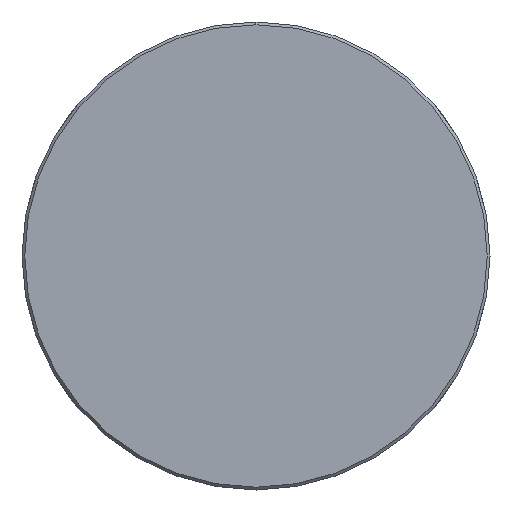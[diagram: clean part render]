
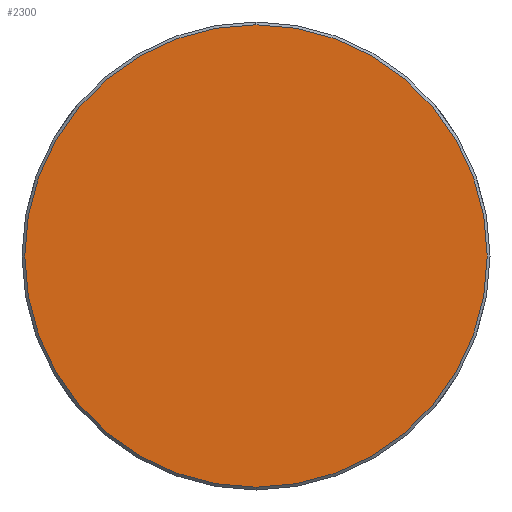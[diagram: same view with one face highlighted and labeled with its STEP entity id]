
A CAD part, left-side view. The second image highlights one B-rep face of the part: STEP entity #2300.
In plain terms, the highlighted planar face has unit normal (-1, 0, 0).
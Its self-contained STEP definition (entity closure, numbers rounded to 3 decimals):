
#158 = CARTESIAN_POINT ( 'NONE',  ( -123.9, -41.998, 41.998 ) ) ;
#363 = ORIENTED_EDGE ( 'NONE', *, *, #555, .T. ) ;
#530 = DIRECTION ( 'NONE',  ( 1., 0., 0. ) ) ;
#555 = EDGE_CURVE ( 'NONE', #997, #859, #1356, .T. ) ;
#768 = DIRECTION ( 'NONE',  ( 0., 0., -1. ) ) ;
#776 = EDGE_LOOP ( 'NONE', ( #363, #1716 ) ) ;
#859 = VERTEX_POINT ( 'NONE', #1480 ) ;
#924 = CARTESIAN_POINT ( 'NONE',  ( -123.9, 0., 0. ) ) ;
#997 = VERTEX_POINT ( 'NONE', #1177 ) ;
#1073 = CIRCLE ( 'NONE', #2171, 41.5 ) ;
#1107 = DIRECTION ( 'NONE',  ( -1., 0., 0. ) ) ;
#1143 = FACE_OUTER_BOUND ( 'NONE', #776, .T. ) ;
#1146 = DIRECTION ( 'NONE',  ( -1., 0., 0. ) ) ;
#1170 = DIRECTION ( 'NONE',  ( 0., 0., -1. ) ) ;
#1177 = CARTESIAN_POINT ( 'NONE',  ( -123.9, 0., -41.5 ) ) ;
#1356 = CIRCLE ( 'NONE', #1642, 41.5 ) ;
#1480 = CARTESIAN_POINT ( 'NONE',  ( -123.9, 0., 41.5 ) ) ;
#1613 = PLANE ( 'NONE',  #1916 ) ;
#1642 = AXIS2_PLACEMENT_3D ( 'NONE', #2225, #1146, #1170 ) ;
#1716 = ORIENTED_EDGE ( 'NONE', *, *, #1950, .T. ) ;
#1786 = DIRECTION ( 'NONE',  ( 0., 0., -1. ) ) ;
#1916 = AXIS2_PLACEMENT_3D ( 'NONE', #158, #530, #1786 ) ;
#1950 = EDGE_CURVE ( 'NONE', #859, #997, #1073, .T. ) ;
#2171 = AXIS2_PLACEMENT_3D ( 'NONE', #924, #1107, #768 ) ;
#2225 = CARTESIAN_POINT ( 'NONE',  ( -123.9, 0., 0. ) ) ;
#2300 = ADVANCED_FACE ( 'NONE', ( #1143 ), #1613, .F. ) ;
